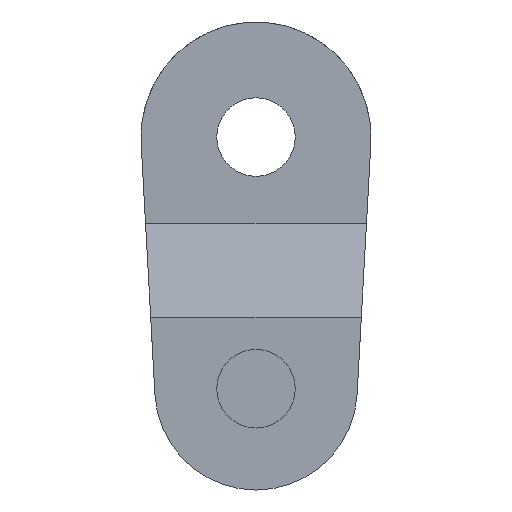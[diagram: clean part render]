
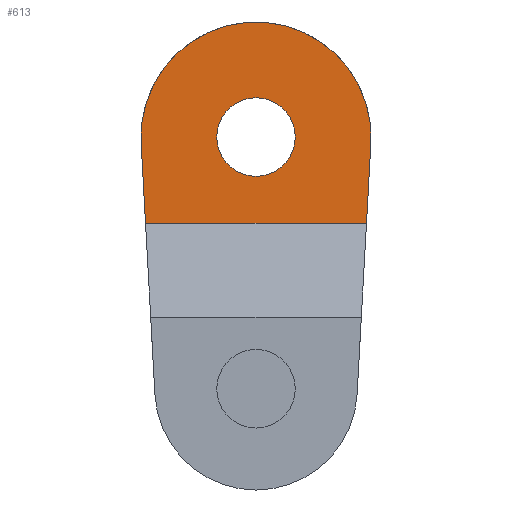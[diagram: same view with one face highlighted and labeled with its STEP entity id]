
A CAD part, left-side view. The second image highlights one B-rep face of the part: STEP entity #613.
In plain terms, the highlighted planar face has unit normal (-1, 0, 0).
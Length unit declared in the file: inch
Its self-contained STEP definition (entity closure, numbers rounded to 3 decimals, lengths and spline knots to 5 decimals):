
#10 = LINE ( 'NONE', #686, #388 ) ;
#33 = CARTESIAN_POINT ( 'NONE',  ( -0.21625, 0., 0.172 ) ) ;
#138 = CIRCLE ( 'NONE', #1435, 0.078 ) ;
#187 = DIRECTION ( 'NONE',  ( 0., 1., 0. ) ) ;
#216 = ORIENTED_EDGE ( 'NONE', *, *, #1034, .T. ) ;
#219 = CARTESIAN_POINT ( 'NONE',  ( -0.21625, 0., 0.328 ) ) ;
#228 = CARTESIAN_POINT ( 'NONE',  ( -0.21625, 0., 0.25 ) ) ;
#308 = LINE ( 'NONE', #1585, #603 ) ;
#327 = VECTOR ( 'NONE', #333, 39.37008 ) ;
#333 = DIRECTION ( 'NONE',  ( 0., 0.055, -0.998 ) ) ;
#337 = DIRECTION ( 'NONE',  ( 0., 0., 1. ) ) ;
#345 = DIRECTION ( 'NONE',  ( 0., 0., 1. ) ) ;
#388 = VECTOR ( 'NONE', #1902, 39.37008 ) ;
#403 = CARTESIAN_POINT ( 'NONE',  ( -0.21625, 0., 0.25 ) ) ;
#407 = EDGE_CURVE ( 'NONE', #474, #1814, #1604, .T. ) ;
#415 = FACE_BOUND ( 'NONE', #1831, .T. ) ;
#474 = VERTEX_POINT ( 'NONE', #1639 ) ;
#476 = CARTESIAN_POINT ( 'NONE',  ( -0.21625, -0.21942, 0.0784 ) ) ;
#485 = CARTESIAN_POINT ( 'NONE',  ( -0.21625, 0., 0.25 ) ) ;
#521 = CARTESIAN_POINT ( 'NONE',  ( -0.21625, -0.2285, 0.4785 ) ) ;
#603 = VECTOR ( 'NONE', #187, 39.37008 ) ;
#604 = ORIENTED_EDGE ( 'NONE', *, *, #1989, .F. ) ;
#607 = ORIENTED_EDGE ( 'NONE', *, *, #946, .T. ) ;
#613 = ADVANCED_FACE ( 'NONE', ( #1148, #415 ), #1735, .T. ) ;
#628 = CIRCLE ( 'NONE', #1014, 0.2285 ) ;
#648 = VERTEX_POINT ( 'NONE', #33 ) ;
#686 = CARTESIAN_POINT ( 'NONE',  ( -0.21625, 0.22816, 0.23747 ) ) ;
#720 = AXIS2_PLACEMENT_3D ( 'NONE', #403, #1488, #1332 ) ;
#761 = ORIENTED_EDGE ( 'NONE', *, *, #866, .F. ) ;
#808 = CARTESIAN_POINT ( 'NONE',  ( -0.21625, -0.20078, -0.26103 ) ) ;
#809 = VERTEX_POINT ( 'NONE', #219 ) ;
#866 = EDGE_CURVE ( 'NONE', #1011, #1570, #10, .T. ) ;
#946 = EDGE_CURVE ( 'NONE', #648, #809, #138, .T. ) ;
#1011 = VERTEX_POINT ( 'NONE', #1466 ) ;
#1014 = AXIS2_PLACEMENT_3D ( 'NONE', #485, #1253, #337 ) ;
#1034 = EDGE_CURVE ( 'NONE', #809, #648, #1351, .T. ) ;
#1106 = AXIS2_PLACEMENT_3D ( 'NONE', #521, #1744, #345 ) ;
#1148 = FACE_OUTER_BOUND ( 'NONE', #1965, .T. ) ;
#1253 = DIRECTION ( 'NONE',  ( 1., 0., 0. ) ) ;
#1277 = ORIENTED_EDGE ( 'NONE', *, *, #1640, .F. ) ;
#1332 = DIRECTION ( 'NONE',  ( 0., 0., 1. ) ) ;
#1351 = CIRCLE ( 'NONE', #720, 0.078 ) ;
#1435 = AXIS2_PLACEMENT_3D ( 'NONE', #228, #1607, #1759 ) ;
#1466 = CARTESIAN_POINT ( 'NONE',  ( -0.21625, 0.21942, 0.0784 ) ) ;
#1488 = DIRECTION ( 'NONE',  ( 1., 0., 0. ) ) ;
#1513 = ORIENTED_EDGE ( 'NONE', *, *, #407, .F. ) ;
#1570 = VERTEX_POINT ( 'NONE', #1879 ) ;
#1585 = CARTESIAN_POINT ( 'NONE',  ( -0.21625, -0.2285, 0.0784 ) ) ;
#1604 = LINE ( 'NONE', #808, #327 ) ;
#1607 = DIRECTION ( 'NONE',  ( 1., 0., 0. ) ) ;
#1639 = CARTESIAN_POINT ( 'NONE',  ( -0.21625, -0.22816, 0.23747 ) ) ;
#1640 = EDGE_CURVE ( 'NONE', #1570, #474, #628, .T. ) ;
#1735 = PLANE ( 'NONE',  #1106 ) ;
#1744 = DIRECTION ( 'NONE',  ( -1., 0., 0. ) ) ;
#1759 = DIRECTION ( 'NONE',  ( 0., 0., 1. ) ) ;
#1814 = VERTEX_POINT ( 'NONE', #476 ) ;
#1831 = EDGE_LOOP ( 'NONE', ( #607, #216 ) ) ;
#1879 = CARTESIAN_POINT ( 'NONE',  ( -0.21625, 0.22816, 0.23747 ) ) ;
#1902 = DIRECTION ( 'NONE',  ( 0., 0.055, 0.998 ) ) ;
#1965 = EDGE_LOOP ( 'NONE', ( #1277, #761, #604, #1513 ) ) ;
#1989 = EDGE_CURVE ( 'NONE', #1814, #1011, #308, .T. ) ;
